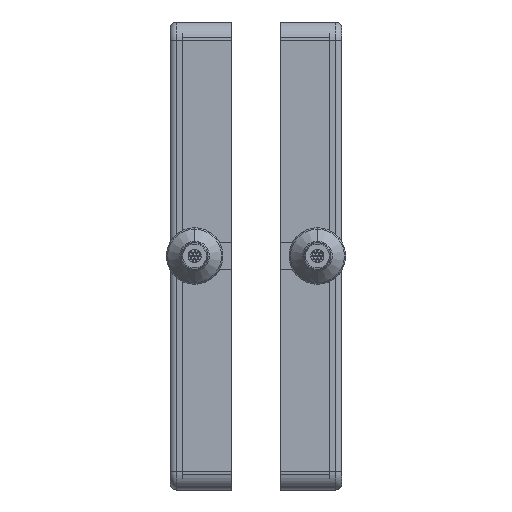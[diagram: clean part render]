
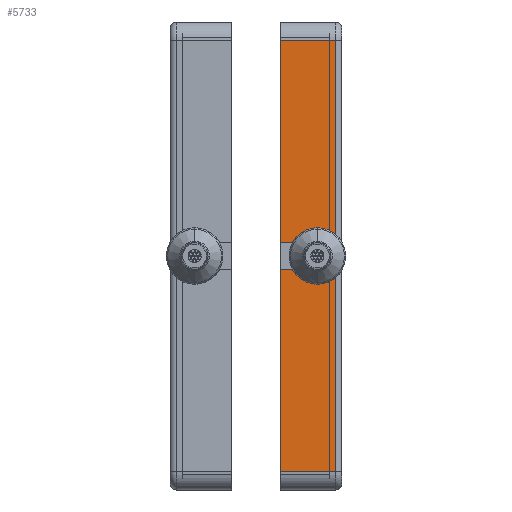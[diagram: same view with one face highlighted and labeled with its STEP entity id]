
A CAD part, front view. The second image highlights one B-rep face of the part: STEP entity #5733.
In plain terms, the highlighted face is planar.
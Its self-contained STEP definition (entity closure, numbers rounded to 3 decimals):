
#326=DIRECTION('',(0.,-1.,0.));
#327=VECTOR('',#326,3.);
#328=CARTESIAN_POINT('',(-1.1,5.,9.525));
#329=LINE('',#328,#327);
#330=CARTESIAN_POINT('',(0.,2.,9.525));
#331=DIRECTION('',(0.,0.,1.));
#332=DIRECTION('',(-1.,0.,0.));
#333=AXIS2_PLACEMENT_3D('',#330,#331,#332);
#335=DIRECTION('',(0.,-1.,0.));
#336=VECTOR('',#335,3.);
#337=CARTESIAN_POINT('',(1.1,5.,9.525));
#338=LINE('',#337,#336);
#339=DIRECTION('',(0.,-1.,0.));
#340=VECTOR('',#339,4.5);
#341=CARTESIAN_POINT('',(17.55,5.,9.525));
#342=LINE('',#341,#340);
#343=DIRECTION('',(1.,0.,0.));
#344=VECTOR('',#343,35.1);
#345=CARTESIAN_POINT('',(-17.55,0.5,9.525));
#346=LINE('',#345,#344);
#347=DIRECTION('',(0.,-1.,0.));
#348=VECTOR('',#347,4.5);
#349=CARTESIAN_POINT('',(-17.55,5.,9.525));
#350=LINE('',#349,#348);
#491=DIRECTION('',(-1.,0.,0.));
#492=VECTOR('',#491,16.45);
#493=CARTESIAN_POINT('',(-1.1,5.,9.525));
#494=LINE('',#493,#492);
#692=DIRECTION('',(-1.,0.,0.));
#693=VECTOR('',#692,16.45);
#694=CARTESIAN_POINT('',(17.55,5.,9.525));
#695=LINE('',#694,#693);
#4290=CARTESIAN_POINT('',(17.55,5.,9.525));
#4292=VERTEX_POINT('',#4290);
#4301=CARTESIAN_POINT('',(-17.55,5.,9.525));
#4303=VERTEX_POINT('',#4301);
#4403=CARTESIAN_POINT('',(-17.55,0.5,9.525));
#4404=VERTEX_POINT('',#4403);
#4407=CARTESIAN_POINT('',(17.55,0.5,9.525));
#4408=VERTEX_POINT('',#4407);
#5317=CARTESIAN_POINT('',(-1.1,5.,9.525));
#5319=VERTEX_POINT('',#5317);
#5325=CARTESIAN_POINT('',(1.1,5.,9.525));
#5327=VERTEX_POINT('',#5325);
#5333=CARTESIAN_POINT('',(-1.1,2.,9.525));
#5334=VERTEX_POINT('',#5333);
#5335=CARTESIAN_POINT('',(1.1,2.,9.525));
#5336=VERTEX_POINT('',#5335);
#5712=CARTESIAN_POINT('',(19.05,0.,9.525));
#5713=DIRECTION('',(0.,0.,-1.));
#5714=DIRECTION('',(-1.,0.,0.));
#5715=AXIS2_PLACEMENT_3D('',#5712,#5713,#5714);
#5716=PLANE('',#5715);
#5718=ORIENTED_EDGE('',*,*,#5717,.T.);
#5720=ORIENTED_EDGE('',*,*,#5719,.T.);
#5722=ORIENTED_EDGE('',*,*,#5721,.F.);
#5724=ORIENTED_EDGE('',*,*,#5723,.F.);
#5725=ORIENTED_EDGE('',*,*,#5704,.T.);
#5726=ORIENTED_EDGE('',*,*,#5488,.F.);
#5728=ORIENTED_EDGE('',*,*,#5727,.F.);
#5730=ORIENTED_EDGE('',*,*,#5729,.F.);
#5731=EDGE_LOOP('',(#5718,#5720,#5722,#5724,#5725,#5726,#5728,#5730));
#5732=FACE_OUTER_BOUND('',#5731,.F.);
#5733=ADVANCED_FACE('',(#5732),#5716,.F.);
#334=CIRCLE('',#333,1.1);
#5488=EDGE_CURVE('',#4404,#4408,#346,.T.);
#5704=EDGE_CURVE('',#4292,#4408,#342,.T.);
#5717=EDGE_CURVE('',#5319,#5334,#329,.T.);
#5719=EDGE_CURVE('',#5334,#5336,#334,.T.);
#5721=EDGE_CURVE('',#5327,#5336,#338,.T.);
#5723=EDGE_CURVE('',#4292,#5327,#695,.T.);
#5727=EDGE_CURVE('',#4303,#4404,#350,.T.);
#5729=EDGE_CURVE('',#5319,#4303,#494,.T.);
